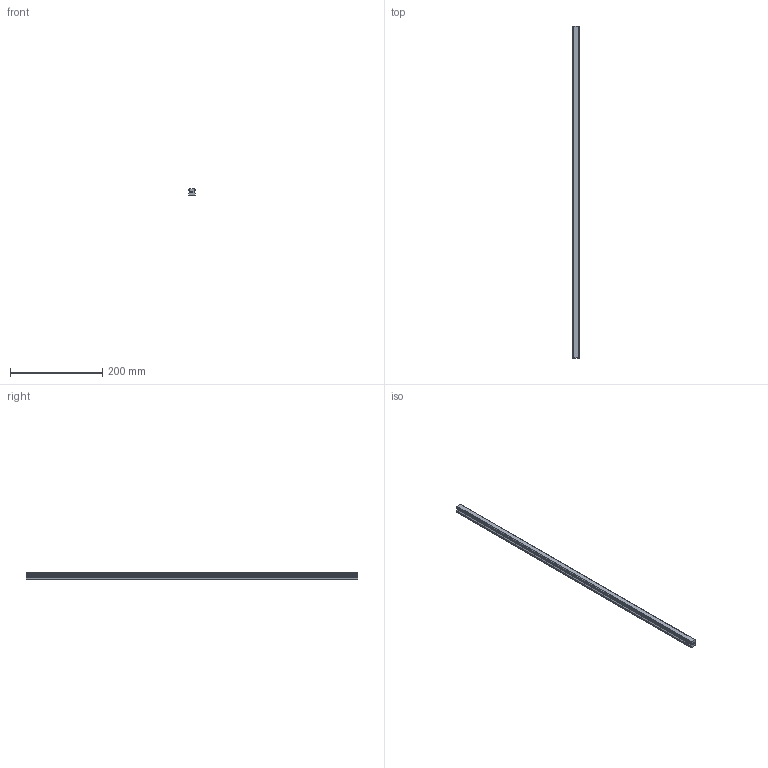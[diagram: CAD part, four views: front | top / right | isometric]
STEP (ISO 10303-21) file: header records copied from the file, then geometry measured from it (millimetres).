
FILE_DESCRIPTION(('STEP AP214'),'1');
FILE_NAME('cctmp_B4015782-4355-4C45-A1B6-670798C652D1_2021_01_19_13_50_08_0078..stp','2021-01-19T12:50:08',('HIWIN GmbH'),('CADClick - www.CADClick.com'),'Spatial InterOp 3D',' ','unknown authorization');
FILE_SCHEMA(('AUTOMOTIVE_DESIGN'));
Length unit declared in the file: millimetre
Products named in the file (1): HGR15T720C_FILE
Bounding box: 15 x 720 x 15 mm (x, y, z)
Volume: 135152.9 mm3; surface area: 45958.4 mm2
Topology: 1 solids, 1 shells, 163 faces, 447 edges, 278 vertices
Faces by surface type: plane 89, cylinder 50, cone 24
Entity records: 6289 total; most frequent: CARTESIAN_POINT 865, DIRECTION 851, ORIENTED_EDGE 846, EDGE_CURVE 423, LINE 323, VECTOR 323, VERTEX_POINT 278, AXIS2_PLACEMENT_3D 264
